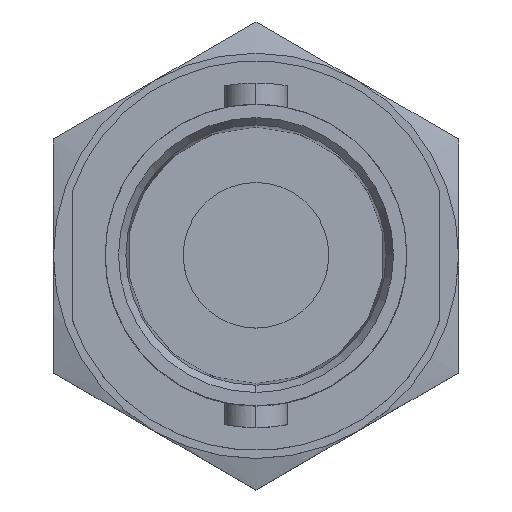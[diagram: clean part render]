
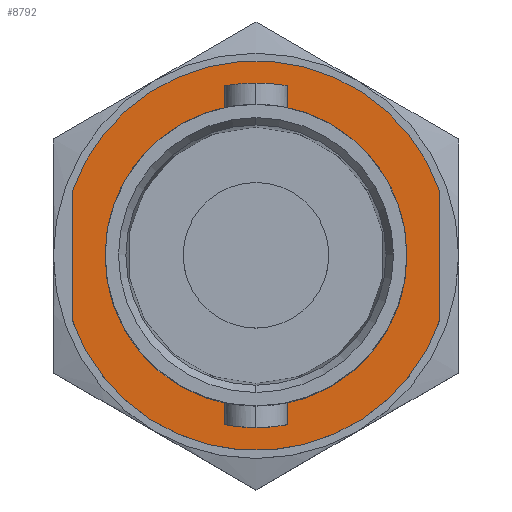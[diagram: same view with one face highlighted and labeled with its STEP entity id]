
A CAD part, top view. The second image highlights one B-rep face of the part: STEP entity #8792.
In plain terms, the highlighted planar face has unit normal (0, 0, 1).
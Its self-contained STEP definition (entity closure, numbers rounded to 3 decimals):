
#213 = DIRECTION ( 'NONE',  ( 0., 0., -1. ) ) ;
#345 = EDGE_CURVE ( 'NONE', #9688, #3734, #4035, .T. ) ;
#840 = DIRECTION ( 'NONE',  ( 0., 0., 1. ) ) ;
#862 = CARTESIAN_POINT ( 'NONE',  ( 0., 0., -10.8 ) ) ;
#1164 = CARTESIAN_POINT ( 'NONE',  ( -5.9, 4.84, -10.8 ) ) ;
#1472 = ORIENTED_EDGE ( 'NONE', *, *, #6493, .T. ) ;
#1635 = DIRECTION ( 'NONE',  ( 1., 0., 0. ) ) ;
#1652 = LINE ( 'NONE', #2836, #3474 ) ;
#1737 = PLANE ( 'NONE',  #3770 ) ;
#1926 = CARTESIAN_POINT ( 'NONE',  ( 5.9, -2.062, -10.8 ) ) ;
#2028 = DIRECTION ( 'NONE',  ( 0., -1., 0. ) ) ;
#2703 = EDGE_LOOP ( 'NONE', ( #6250, #1472, #8694, #9465 ) ) ;
#2836 = CARTESIAN_POINT ( 'NONE',  ( 5.9, 4.84, -10.8 ) ) ;
#3007 = CIRCLE ( 'NONE', #6395, 4.84 ) ;
#3111 = FACE_BOUND ( 'NONE', #4772, .T. ) ;
#3474 = VECTOR ( 'NONE', #8326, 1000. ) ;
#3574 = CARTESIAN_POINT ( 'NONE',  ( 0., 0., -10.8 ) ) ;
#3654 = LINE ( 'NONE', #1164, #7573 ) ;
#3734 = VERTEX_POINT ( 'NONE', #1926 ) ;
#3770 = AXIS2_PLACEMENT_3D ( 'NONE', #4879, #213, #5674 ) ;
#4035 = CIRCLE ( 'NONE', #8534, 6.25 ) ;
#4131 = DIRECTION ( 'NONE',  ( 0., 0., 1. ) ) ;
#4373 = DIRECTION ( 'NONE',  ( 1., 0., 0. ) ) ;
#4656 = VERTEX_POINT ( 'NONE', #6751 ) ;
#4772 = EDGE_LOOP ( 'NONE', ( #9656, #4951 ) ) ;
#4865 = EDGE_CURVE ( 'NONE', #3734, #8509, #1652, .T. ) ;
#4879 = CARTESIAN_POINT ( 'NONE',  ( 0., 4.84, -10.8 ) ) ;
#4951 = ORIENTED_EDGE ( 'NONE', *, *, #7780, .F. ) ;
#5521 = CARTESIAN_POINT ( 'NONE',  ( -5.9, -2.062, -10.8 ) ) ;
#5530 = CARTESIAN_POINT ( 'NONE',  ( 0., 0., -10.8 ) ) ;
#5586 = EDGE_CURVE ( 'NONE', #8509, #4656, #8851, .T. ) ;
#5593 = AXIS2_PLACEMENT_3D ( 'NONE', #862, #6323, #1635 ) ;
#5674 = DIRECTION ( 'NONE',  ( -1., 0., 0. ) ) ;
#6250 = ORIENTED_EDGE ( 'NONE', *, *, #5586, .T. ) ;
#6304 = DIRECTION ( 'NONE',  ( 1., 0., 0. ) ) ;
#6323 = DIRECTION ( 'NONE',  ( 0., 0., 1. ) ) ;
#6344 = EDGE_CURVE ( 'NONE', #7961, #6706, #3007, .T. ) ;
#6368 = CIRCLE ( 'NONE', #9353, 4.84 ) ;
#6395 = AXIS2_PLACEMENT_3D ( 'NONE', #8806, #4131, #9600 ) ;
#6493 = EDGE_CURVE ( 'NONE', #4656, #9688, #3654, .T. ) ;
#6706 = VERTEX_POINT ( 'NONE', #10098 ) ;
#6751 = CARTESIAN_POINT ( 'NONE',  ( -5.9, 2.062, -10.8 ) ) ;
#6758 = CARTESIAN_POINT ( 'NONE',  ( 5.9, 2.062, -10.8 ) ) ;
#6892 = CARTESIAN_POINT ( 'NONE',  ( 4.84, 0., -10.8 ) ) ;
#7573 = VECTOR ( 'NONE', #2028, 1000. ) ;
#7780 = EDGE_CURVE ( 'NONE', #6706, #7961, #6368, .T. ) ;
#7961 = VERTEX_POINT ( 'NONE', #6892 ) ;
#8326 = DIRECTION ( 'NONE',  ( 0., 1., 0. ) ) ;
#8509 = VERTEX_POINT ( 'NONE', #6758 ) ;
#8534 = AXIS2_PLACEMENT_3D ( 'NONE', #3574, #9053, #4373 ) ;
#8694 = ORIENTED_EDGE ( 'NONE', *, *, #345, .T. ) ;
#8792 = ADVANCED_FACE ( 'NONE', ( #3111, #9623 ), #1737, .F. ) ;
#8806 = CARTESIAN_POINT ( 'NONE',  ( 0., 0., -10.8 ) ) ;
#8851 = CIRCLE ( 'NONE', #5593, 6.25 ) ;
#9053 = DIRECTION ( 'NONE',  ( 0., 0., 1. ) ) ;
#9353 = AXIS2_PLACEMENT_3D ( 'NONE', #5530, #840, #6304 ) ;
#9465 = ORIENTED_EDGE ( 'NONE', *, *, #4865, .T. ) ;
#9600 = DIRECTION ( 'NONE',  ( 1., 0., 0. ) ) ;
#9623 = FACE_OUTER_BOUND ( 'NONE', #2703, .T. ) ;
#9656 = ORIENTED_EDGE ( 'NONE', *, *, #6344, .F. ) ;
#9688 = VERTEX_POINT ( 'NONE', #5521 ) ;
#10098 = CARTESIAN_POINT ( 'NONE',  ( -4.84, 0., -10.8 ) ) ;
